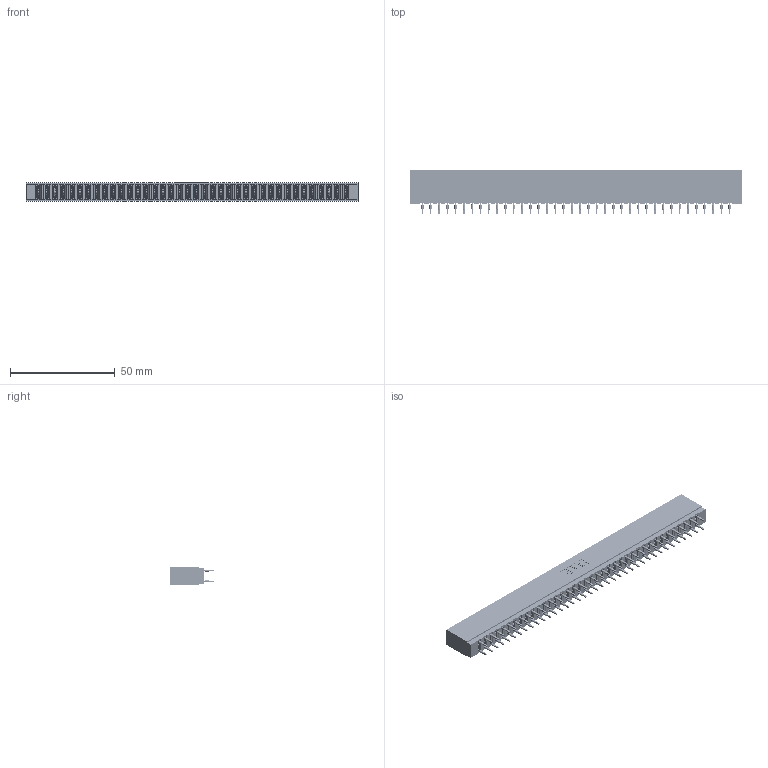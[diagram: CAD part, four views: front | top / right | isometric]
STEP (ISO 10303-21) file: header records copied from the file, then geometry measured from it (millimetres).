
FILE_DESCRIPTION (( 'STEP AP203' ), '1' );
FILE_NAME ('737-076-560-201.STEP', '2026-03-06T01:43:31', ( '' ), ( '' ), 'SwSTEP 2.0', 'SolidWorks 2023', '' );
FILE_SCHEMA (( 'CONFIG_CONTROL_DESIGN' ));
Length unit declared in the file: millimetre
Products named in the file (3): 737 Part_Insulator Option - 01; 737-076-560-201; 745-292-001_560
Assembly tree (77 placements, depth 2):
  737-076-560-201
    737 Part_Insulator Option - 01
    745-292-001_560  x76
Bounding box: 158.45 x 21.22 x 8.89 mm (x, y, z)
Volume: 15905.6 mm3; surface area: 24742.3 mm2
Topology: 77 solids, 77 shells, 7618 faces, 20851 edges, 13242 vertices
Faces by surface type: plane 3968, cylinder 1674, bspline 1520, torus 456
Entity records: 66064 total; most frequent: CARTESIAN_POINT 11975, ORIENTED_EDGE 11402, DIRECTION 9959, EDGE_CURVE 5701, VECTOR 5283, LINE 5283, VERTEX_POINT 3642, AXIS2_PLACEMENT_3D 2338
